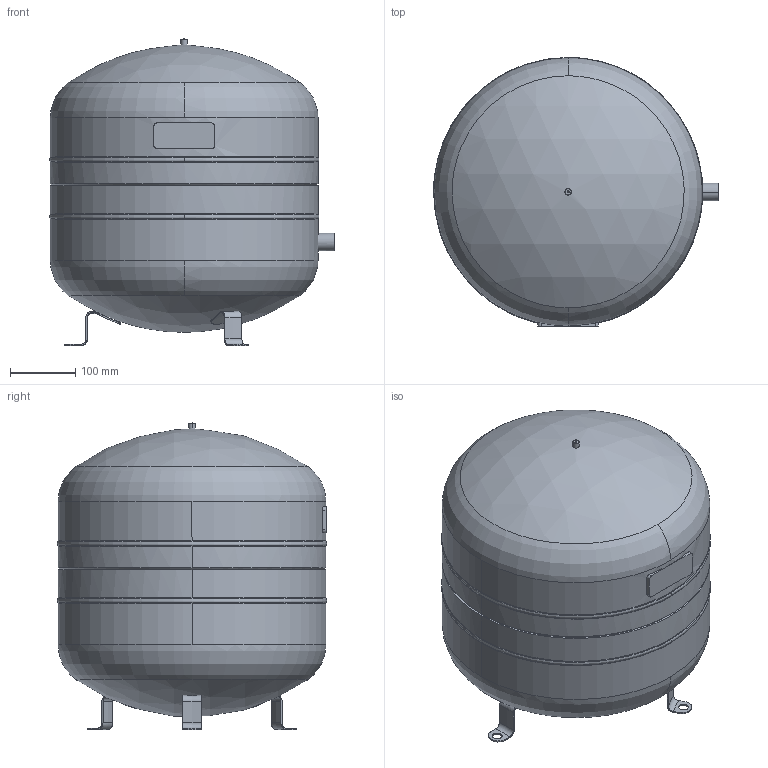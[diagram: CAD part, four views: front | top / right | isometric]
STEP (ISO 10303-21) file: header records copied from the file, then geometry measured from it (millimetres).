
FILE_DESCRIPTION(('CATIA V5 STEP Exchange'),'2;1');
FILE_NAME('STEP_556050_-_TST.stp','2018-07-23T12:02:56+00:00',('none'),('none'),'CATIA Version 5-6 Release 2016 SP4','CATIA V5 STEP AP203','none');
FILE_SCHEMA(('CONFIG_CONTROL_DESIGN'));
Length unit declared in the file: millimetre
Products named in the file (1): 556050 - TST
Bounding box: 435.13 x 411.26 x 469 mm (x, y, z)
Volume: 47540275.2 mm3; surface area: 685931.5 mm2
Topology: 4 solids, 4 shells, 120 faces, 314 edges, 206 vertices
Faces by surface type: cylinder 56, torus 32, plane 20, revolution 6, sphere 4, cone 2
Entity records: 4988 total; most frequent: CARTESIAN_POINT 2648, ORIENTED_EDGE 622, EDGE_CURVE 311, B_SPLINE_CURVE_WITH_KNOTS 296, DIRECTION 227, VERTEX_POINT 204, EDGE_LOOP 131, ADVANCED_FACE 120
